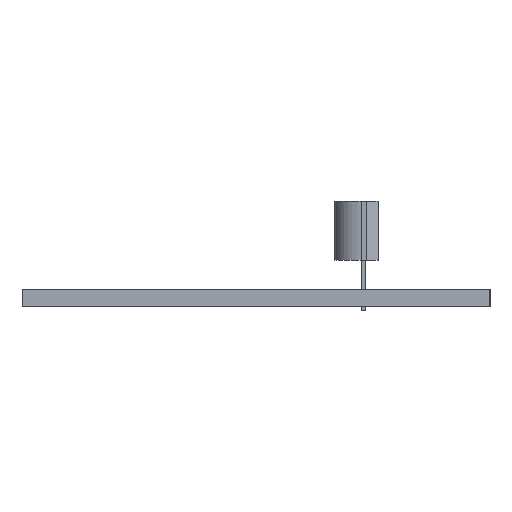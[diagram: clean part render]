
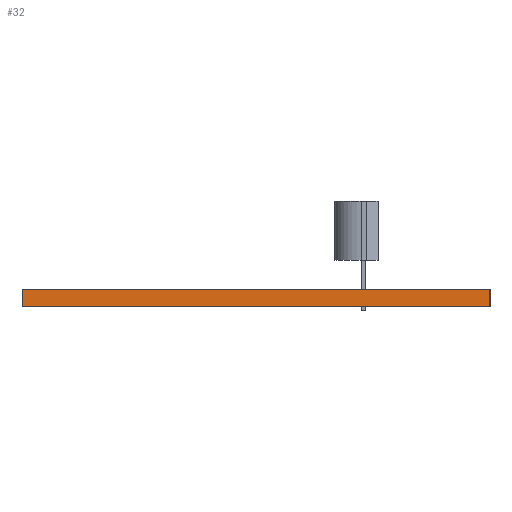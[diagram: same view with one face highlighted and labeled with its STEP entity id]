
A CAD part, left-side view. The second image highlights one B-rep face of the part: STEP entity #32.
In plain terms, the highlighted planar face has unit normal (-1, -0.015, 0).
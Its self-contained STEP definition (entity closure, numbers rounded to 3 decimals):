
#32 = ADVANCED_FACE('',(#33),#67,.T.);
#33 = FACE_BOUND('',#34,.T.);
#34 = EDGE_LOOP('',(#35,#45,#53,#61));
#35 = ORIENTED_EDGE('',*,*,#36,.T.);
#36 = EDGE_CURVE('',#37,#39,#41,.T.);
#37 = VERTEX_POINT('',#38);
#38 = CARTESIAN_POINT('',(-41.91,25.717,0.));
#39 = VERTEX_POINT('',#40);
#40 = CARTESIAN_POINT('',(-41.91,25.717,
    -1.59));
#41 = LINE('',#42,#43);
#42 = CARTESIAN_POINT('',(-41.91,25.717,0.));
#43 = VECTOR('',#44,1.);
#44 = DIRECTION('',(0.,0.,-1.));
#45 = ORIENTED_EDGE('',*,*,#46,.T.);
#46 = EDGE_CURVE('',#39,#47,#49,.T.);
#47 = VERTEX_POINT('',#48);
#48 = CARTESIAN_POINT('',(-41.275,-16.51,-1.59));
#49 = LINE('',#50,#51);
#50 = CARTESIAN_POINT('',(-41.91,25.717,
    -1.59));
#51 = VECTOR('',#52,1.);
#52 = DIRECTION('',(0.015,-1.,0.));
#53 = ORIENTED_EDGE('',*,*,#54,.F.);
#54 = EDGE_CURVE('',#55,#47,#57,.T.);
#55 = VERTEX_POINT('',#56);
#56 = CARTESIAN_POINT('',(-41.275,-16.51,0.));
#57 = LINE('',#58,#59);
#58 = CARTESIAN_POINT('',(-41.275,-16.51,0.));
#59 = VECTOR('',#60,1.);
#60 = DIRECTION('',(0.,0.,-1.));
#61 = ORIENTED_EDGE('',*,*,#62,.F.);
#62 = EDGE_CURVE('',#37,#55,#63,.T.);
#63 = LINE('',#64,#65);
#64 = CARTESIAN_POINT('',(-41.91,25.717,0.));
#65 = VECTOR('',#66,1.);
#66 = DIRECTION('',(0.015,-1.,0.));
#67 = PLANE('',#68);
#68 = AXIS2_PLACEMENT_3D('',#69,#70,#71);
#69 = CARTESIAN_POINT('',(-41.91,25.717,0.));
#70 = DIRECTION('',(-1.,-0.015,0.));
#71 = DIRECTION('',(0.015,-1.,0.));
